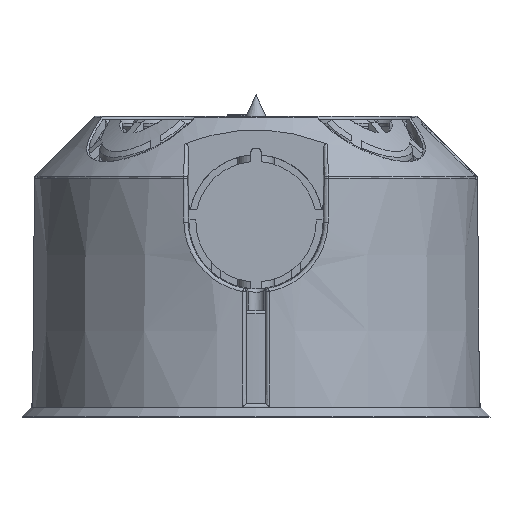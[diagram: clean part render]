
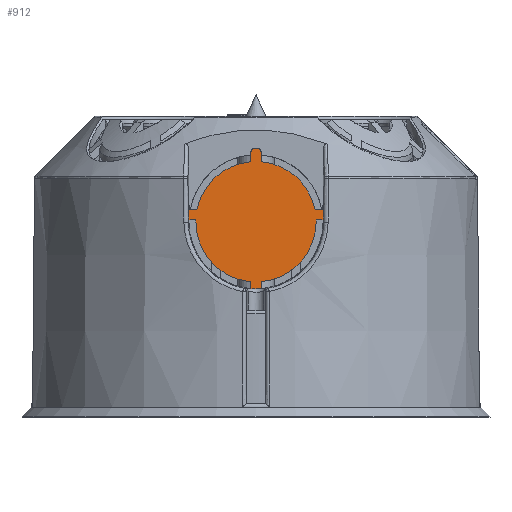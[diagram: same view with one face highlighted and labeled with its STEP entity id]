
A CAD part, front view. The second image highlights one B-rep face of the part: STEP entity #912.
In plain terms, the highlighted planar face has unit normal (0, -1, 0.009).
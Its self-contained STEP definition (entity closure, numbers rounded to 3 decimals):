
#912=ADVANCED_FACE('',(#3005),#3006,.T.);
#3005=FACE_OUTER_BOUND('',#10951,.T.);
#3006=PLANE('',#10952);
#10951=EDGE_LOOP('',(#19832,#19833,#19834,#19835,#19836,#19837,#19838,#19839,#19840,#19841,#19842,#19843,#19844,#19845,#19846,#19847,#19848,#19849,#19850));
#10952=AXIS2_PLACEMENT_3D('',#19851,#19852,#19853);
#19832=ORIENTED_EDGE('',*,*,#25940,.T.);
#19833=ORIENTED_EDGE('',*,*,#25124,.T.);
#19834=ORIENTED_EDGE('',*,*,#25020,.T.);
#19835=ORIENTED_EDGE('',*,*,#25595,.T.);
#19836=ORIENTED_EDGE('',*,*,#25598,.T.);
#19837=ORIENTED_EDGE('',*,*,#25600,.T.);
#19838=ORIENTED_EDGE('',*,*,#25028,.T.);
#19839=ORIENTED_EDGE('',*,*,#25122,.T.);
#19840=ORIENTED_EDGE('',*,*,#25941,.T.);
#19841=ORIENTED_EDGE('',*,*,#25590,.T.);
#19842=ORIENTED_EDGE('',*,*,#25766,.T.);
#19843=ORIENTED_EDGE('',*,*,#25129,.T.);
#19844=ORIENTED_EDGE('',*,*,#25133,.T.);
#19845=ORIENTED_EDGE('',*,*,#25015,.T.);
#19846=ORIENTED_EDGE('',*,*,#23716,.T.);
#19847=ORIENTED_EDGE('',*,*,#24389,.T.);
#19848=ORIENTED_EDGE('',*,*,#25942,.T.);
#19849=ORIENTED_EDGE('',*,*,#25764,.T.);
#19850=ORIENTED_EDGE('',*,*,#25943,.T.);
#19851=CARTESIAN_POINT('',(10.162,-98.333,19.087));
#19852=DIRECTION('',(0.0,-1.,0.009));
#19853=DIRECTION('',(-1.0,0.0,0.0));
#23716=EDGE_CURVE('',#27944,#27945,#27946,.T.);
#24389=EDGE_CURVE('',#27945,#29119,#29121,.T.);
#25015=EDGE_CURVE('',#30120,#27944,#30121,.T.);
#25020=EDGE_CURVE('',#30129,#30127,#30130,.T.);
#25028=EDGE_CURVE('',#30135,#30141,#30143,.T.);
#25122=EDGE_CURVE('',#30141,#30296,#30299,.T.);
#25124=EDGE_CURVE('',#30301,#30129,#30302,.T.);
#25129=EDGE_CURVE('',#30311,#30309,#30312,.T.);
#25133=EDGE_CURVE('',#30309,#30120,#30318,.T.);
#25590=EDGE_CURVE('',#31011,#31009,#31012,.T.);
#25595=EDGE_CURVE('',#30127,#31018,#31020,.T.);
#25598=EDGE_CURVE('',#31018,#31023,#31025,.T.);
#25600=EDGE_CURVE('',#31023,#30135,#31027,.T.);
#25764=EDGE_CURVE('',#31263,#31261,#31264,.T.);
#25766=EDGE_CURVE('',#31009,#30311,#31266,.T.);
#25940=EDGE_CURVE('',#31513,#30301,#31514,.T.);
#25941=EDGE_CURVE('',#30296,#31011,#31515,.T.);
#25942=EDGE_CURVE('',#29119,#31263,#31516,.T.);
#25943=EDGE_CURVE('',#31261,#31513,#31517,.T.);
#27944=VERTEX_POINT('',#38024);
#27945=VERTEX_POINT('',#38025);
#27946=CIRCLE('',#38026,10.026);
#29119=VERTEX_POINT('',#41898);
#29121=LINE('',#41901,#41902);
#30120=VERTEX_POINT('',#44910);
#30121=CIRCLE('',#44911,10.026);
#30127=VERTEX_POINT('',#44921);
#30129=VERTEX_POINT('',#44924);
#30130=LINE('',#44925,#44926);
#30135=VERTEX_POINT('',#44934);
#30141=VERTEX_POINT('',#44943);
#30143=LINE('',#44946,#44947);
#30296=VERTEX_POINT('',#45434);
#30299=(B_SPLINE_CURVE(3,(#45439,#45440,#45441,#45442),.UNSPECIFIED.,.F.,.F.)B_SPLINE_CURVE_WITH_KNOTS((4,4),(0.083,1.374),.UNSPECIFIED.)RATIONAL_B_SPLINE_CURVE((1.0,0.866,0.866,1.0))BOUNDED_CURVE()REPRESENTATION_ITEM('')GEOMETRIC_REPRESENTATION_ITEM()CURVE());
#30301=VERTEX_POINT('',#45460);
#30302=(B_SPLINE_CURVE(3,(#45462,#45463,#45464,#45465),.UNSPECIFIED.,.F.,.F.)B_SPLINE_CURVE_WITH_KNOTS((4,4),(4.909,6.2),.UNSPECIFIED.)RATIONAL_B_SPLINE_CURVE((1.0,0.866,0.866,1.0))BOUNDED_CURVE()REPRESENTATION_ITEM('')GEOMETRIC_REPRESENTATION_ITEM()CURVE());
#30309=VERTEX_POINT('',#45499);
#30311=VERTEX_POINT('',#45502);
#30312=(B_SPLINE_CURVE(3,(#45504,#45505,#45506,#45507),.UNSPECIFIED.,.F.,.F.)B_SPLINE_CURVE_WITH_KNOTS((4,4),(1.542,3.058),.UNSPECIFIED.)RATIONAL_B_SPLINE_CURVE((1.0,0.817,0.817,1.0))BOUNDED_CURVE()REPRESENTATION_ITEM('')GEOMETRIC_REPRESENTATION_ITEM()CURVE());
#30318=LINE('',#45522,#45523);
#31009=VERTEX_POINT('',#47431);
#31011=VERTEX_POINT('',#47434);
#31012=LINE('',#47435,#47436);
#31018=VERTEX_POINT('',#47454);
#31020=(B_SPLINE_CURVE(3,(#47458,#47459,#47460,#47461),.UNSPECIFIED.,.F.,.F.)B_SPLINE_CURVE_WITH_KNOTS((4,4),(4.712,6.283),.UNSPECIFIED.)RATIONAL_B_SPLINE_CURVE((1.0,0.805,0.805,1.0))BOUNDED_CURVE()REPRESENTATION_ITEM('')GEOMETRIC_REPRESENTATION_ITEM()CURVE());
#31023=VERTEX_POINT('',#47471);
#31025=LINE('',#47474,#47475);
#31027=(B_SPLINE_CURVE(3,(#47488,#47489,#47490,#47491),.UNSPECIFIED.,.F.,.F.)B_SPLINE_CURVE_WITH_KNOTS((4,4),(0.,1.571),.UNSPECIFIED.)RATIONAL_B_SPLINE_CURVE((1.0,0.805,0.805,1.0))BOUNDED_CURVE()REPRESENTATION_ITEM('')GEOMETRIC_REPRESENTATION_ITEM()CURVE());
#31261=VERTEX_POINT('',#48089);
#31263=VERTEX_POINT('',#48092);
#31264=LINE('',#48093,#48094);
#31266=LINE('',#48097,#48098);
#31513=VERTEX_POINT('',#48779);
#31514=LINE('',#48780,#48781);
#31515=LINE('',#48782,#48783);
#31516=(B_SPLINE_CURVE(3,(#48785,#48786,#48787,#48788),.UNSPECIFIED.,.F.,.F.)B_SPLINE_CURVE_WITH_KNOTS((4,4),(3.225,4.741),.UNSPECIFIED.)RATIONAL_B_SPLINE_CURVE((1.0,0.817,0.817,1.0))BOUNDED_CURVE()REPRESENTATION_ITEM('')GEOMETRIC_REPRESENTATION_ITEM()CURVE());
#31517=LINE('',#48795,#48796);
#38024=CARTESIAN_POINT('',(0.,-98.332,19.213));
#38025=CARTESIAN_POINT('',(0.75,-98.332,19.241));
#38026=AXIS2_PLACEMENT_3D('',#50928,#50929,#50930);
#41898=CARTESIAN_POINT('',(0.75,-98.323,20.27));
#41901=CARTESIAN_POINT('',(0.75,-98.241,29.647));
#41902=VECTOR('',#51676,1.0);
#44910=CARTESIAN_POINT('',(-0.75,-98.332,19.241));
#44911=AXIS2_PLACEMENT_3D('',#52374,#52375,#52376);
#44921=CARTESIAN_POINT('',(0.75,-98.153,39.708));
#44924=CARTESIAN_POINT('',(0.75,-98.166,38.208));
#44925=CARTESIAN_POINT('',(0.75,-98.241,29.647));
#44926=VECTOR('',#52382,1.0);
#44934=CARTESIAN_POINT('',(-0.75,-98.153,39.708));
#44943=CARTESIAN_POINT('',(-0.75,-98.166,38.208));
#44946=CARTESIAN_POINT('',(-0.75,-98.241,29.647));
#44947=VECTOR('',#52390,1.0);
#45434=CARTESIAN_POINT('',(-8.826,-98.229,31.));
#45439=CARTESIAN_POINT('',(-0.75,-98.166,38.208));
#45440=CARTESIAN_POINT('',(-4.902,-98.169,37.86));
#45441=CARTESIAN_POINT('',(-8.011,-98.194,35.086));
#45442=CARTESIAN_POINT('',(-8.826,-98.229,31.));
#45460=CARTESIAN_POINT('',(8.826,-98.229,31.));
#45462=CARTESIAN_POINT('',(8.826,-98.229,31.));
#45463=CARTESIAN_POINT('',(8.011,-98.194,35.086));
#45464=CARTESIAN_POINT('',(4.902,-98.169,37.86));
#45465=CARTESIAN_POINT('',(0.75,-98.166,38.208));
#45499=CARTESIAN_POINT('',(-0.75,-98.323,20.27));
#45502=CARTESIAN_POINT('',(-8.996,-98.242,29.5));
#45504=CARTESIAN_POINT('',(-8.996,-98.242,29.5));
#45505=CARTESIAN_POINT('',(-9.143,-98.286,24.455));
#45506=CARTESIAN_POINT('',(-5.78,-98.319,20.691));
#45507=CARTESIAN_POINT('',(-0.75,-98.323,20.27));
#45522=CARTESIAN_POINT('',(-0.75,-98.241,29.647));
#45523=VECTOR('',#52478,1.0);
#47431=CARTESIAN_POINT('',(-10.029,-98.242,29.5));
#47434=CARTESIAN_POINT('',(-10.042,-98.229,31.));
#47435=CARTESIAN_POINT('',(-10.042,-98.229,31.));
#47436=VECTOR('',#53024,1.0);
#47454=CARTESIAN_POINT('',(0.25,-98.149,40.208));
#47458=CARTESIAN_POINT('',(0.75,-98.153,39.708));
#47459=CARTESIAN_POINT('',(0.75,-98.151,40.));
#47460=CARTESIAN_POINT('',(0.543,-98.149,40.208));
#47461=CARTESIAN_POINT('',(0.25,-98.149,40.208));
#47471=CARTESIAN_POINT('',(-0.25,-98.149,40.208));
#47474=CARTESIAN_POINT('',(0.0,-98.149,40.208));
#47475=VECTOR('',#53030,1.0);
#47488=CARTESIAN_POINT('',(-0.25,-98.149,40.208));
#47489=CARTESIAN_POINT('',(-0.543,-98.149,40.208));
#47490=CARTESIAN_POINT('',(-0.75,-98.151,40.));
#47491=CARTESIAN_POINT('',(-0.75,-98.153,39.708));
#48089=CARTESIAN_POINT('',(10.029,-98.242,29.5));
#48092=CARTESIAN_POINT('',(8.996,-98.242,29.5));
#48093=CARTESIAN_POINT('',(0.0,-98.242,29.5));
#48094=VECTOR('',#53263,1.0);
#48097=CARTESIAN_POINT('',(0.0,-98.242,29.5));
#48098=VECTOR('',#53265,1.0);
#48779=CARTESIAN_POINT('',(10.042,-98.229,31.));
#48780=CARTESIAN_POINT('',(0.0,-98.229,31.));
#48781=VECTOR('',#53485,1.0);
#48782=CARTESIAN_POINT('',(0.0,-98.229,31.));
#48783=VECTOR('',#53486,1.0);
#48785=CARTESIAN_POINT('',(0.75,-98.323,20.27));
#48786=CARTESIAN_POINT('',(5.78,-98.319,20.691));
#48787=CARTESIAN_POINT('',(9.143,-98.286,24.455));
#48788=CARTESIAN_POINT('',(8.996,-98.242,29.5));
#48795=CARTESIAN_POINT('',(10.029,-98.242,29.5));
#48796=VECTOR('',#53487,1.0);
#50928=CARTESIAN_POINT('',(0.,-98.245,29.239));
#50929=DIRECTION('',(0.,-1.,0.009));
#50930=DIRECTION('',(0.0,-0.009,-1.));
#51676=DIRECTION('',(0.0,0.009,1.));
#52374=CARTESIAN_POINT('',(0.,-98.245,29.239));
#52375=DIRECTION('',(0.,-1.,0.009));
#52376=DIRECTION('',(0.0,-0.009,-1.));
#52382=DIRECTION('',(0.0,0.009,1.));
#52390=DIRECTION('',(0.0,-0.009,-1.));
#52478=DIRECTION('',(0.0,-0.009,-1.));
#53024=DIRECTION('',(0.009,-0.009,-1.));
#53030=DIRECTION('',(-1.0,0.0,0.0));
#53263=DIRECTION('',(1.0,0.0,0.0));
#53265=DIRECTION('',(1.0,0.0,0.0));
#53485=DIRECTION('',(-1.0,0.0,0.0));
#53486=DIRECTION('',(-1.0,0.0,0.0));
#53487=DIRECTION('',(0.009,0.009,1.));
